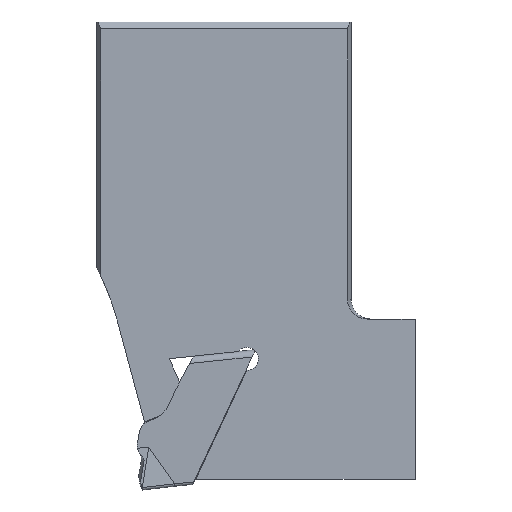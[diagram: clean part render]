
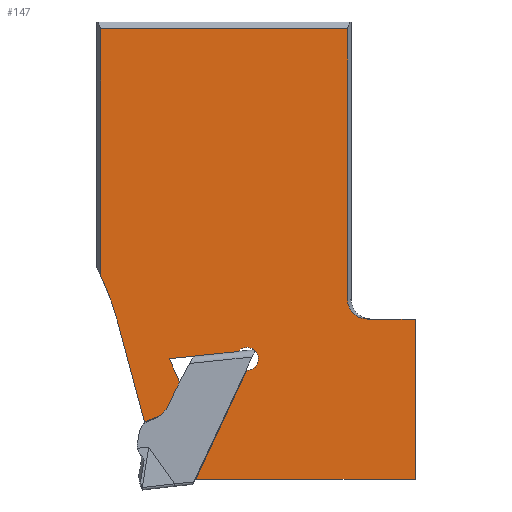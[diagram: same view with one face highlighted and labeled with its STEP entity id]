
A CAD part, left-side view. The second image highlights one B-rep face of the part: STEP entity #147.
In plain terms, the highlighted planar face has unit normal (-1, 0, 0).
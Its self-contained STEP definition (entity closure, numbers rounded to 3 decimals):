
#88=ELLIPSE('',#1634,1.449,1.4);
#122=CIRCLE('',#1631,20.);
#123=CIRCLE('',#1632,1.752);
#124=CIRCLE('',#1633,0.83);
#147=ADVANCED_FACE('',(#283),#231,.F.);
#231=PLANE('',#1635);
#283=FACE_OUTER_BOUND('',#367,.T.);
#367=EDGE_LOOP('',(#454,#455,#456,#457,#458,#459,#460,#461,#462,#463,#464,
#465,#466,#467,#468,#469,#470,#471));
#454=ORIENTED_EDGE('',*,*,#1058,.T.);
#455=ORIENTED_EDGE('',*,*,#1059,.T.);
#456=ORIENTED_EDGE('',*,*,#1060,.T.);
#457=ORIENTED_EDGE('',*,*,#1061,.T.);
#458=ORIENTED_EDGE('',*,*,#1062,.T.);
#459=ORIENTED_EDGE('',*,*,#1063,.T.);
#460=ORIENTED_EDGE('',*,*,#1064,.T.);
#461=ORIENTED_EDGE('',*,*,#1065,.T.);
#462=ORIENTED_EDGE('',*,*,#1066,.T.);
#463=ORIENTED_EDGE('',*,*,#1067,.T.);
#464=ORIENTED_EDGE('',*,*,#1068,.T.);
#465=ORIENTED_EDGE('',*,*,#1069,.T.);
#466=ORIENTED_EDGE('',*,*,#1070,.T.);
#467=ORIENTED_EDGE('',*,*,#1071,.T.);
#468=ORIENTED_EDGE('',*,*,#1054,.T.);
#469=ORIENTED_EDGE('',*,*,#1072,.T.);
#470=ORIENTED_EDGE('',*,*,#1073,.T.);
#471=ORIENTED_EDGE('',*,*,#1074,.T.);
#906=VERTEX_POINT('',#2221);
#907=VERTEX_POINT('',#2222);
#910=VERTEX_POINT('',#2230);
#911=VERTEX_POINT('',#2231);
#912=VERTEX_POINT('',#2233);
#913=VERTEX_POINT('',#2235);
#914=VERTEX_POINT('',#2237);
#915=VERTEX_POINT('',#2239);
#916=VERTEX_POINT('',#2241);
#917=VERTEX_POINT('',#2243);
#918=VERTEX_POINT('',#2245);
#919=VERTEX_POINT('',#2247);
#920=VERTEX_POINT('',#2249);
#921=VERTEX_POINT('',#2251);
#922=VERTEX_POINT('',#2253);
#923=VERTEX_POINT('',#2255);
#924=VERTEX_POINT('',#2258);
#925=VERTEX_POINT('',#2260);
#1054=EDGE_CURVE('',#906,#907,#1282,.T.);
#1058=EDGE_CURVE('',#910,#911,#1286,.T.);
#1059=EDGE_CURVE('',#911,#912,#1287,.T.);
#1060=EDGE_CURVE('',#912,#913,#1288,.T.);
#1061=EDGE_CURVE('',#913,#914,#122,.T.);
#1062=EDGE_CURVE('',#914,#915,#1289,.T.);
#1063=EDGE_CURVE('',#915,#916,#1290,.T.);
#1064=EDGE_CURVE('',#916,#917,#123,.T.);
#1065=EDGE_CURVE('',#917,#918,#1291,.T.);
#1066=EDGE_CURVE('',#918,#919,#1292,.T.);
#1067=EDGE_CURVE('',#919,#920,#1293,.T.);
#1068=EDGE_CURVE('',#920,#921,#124,.T.);
#1069=EDGE_CURVE('',#921,#922,#1294,.T.);
#1070=EDGE_CURVE('',#922,#923,#1295,.T.);
#1071=EDGE_CURVE('',#923,#906,#1296,.T.);
#1072=EDGE_CURVE('',#907,#924,#1297,.T.);
#1073=EDGE_CURVE('',#924,#925,#1298,.T.);
#1074=EDGE_CURVE('',#925,#910,#88,.T.);
#1282=LINE('',#2220,#1443);
#1286=LINE('',#2229,#1447);
#1287=LINE('',#2232,#1448);
#1288=LINE('',#2234,#1449);
#1289=LINE('',#2238,#1450);
#1290=LINE('',#2240,#1451);
#1291=LINE('',#2244,#1452);
#1292=LINE('',#2246,#1453);
#1293=LINE('',#2248,#1454);
#1294=LINE('',#2252,#1455);
#1295=LINE('',#2254,#1456);
#1296=LINE('',#2256,#1457);
#1297=LINE('',#2257,#1458);
#1298=LINE('',#2259,#1459);
#1443=VECTOR('',#1777,1.);
#1447=VECTOR('',#1783,1.);
#1448=VECTOR('',#1784,1.);
#1449=VECTOR('',#1785,1.);
#1450=VECTOR('',#1788,1.);
#1451=VECTOR('',#1789,1.);
#1452=VECTOR('',#1792,1.);
#1453=VECTOR('',#1793,1.);
#1454=VECTOR('',#1794,1.);
#1455=VECTOR('',#1797,1.);
#1456=VECTOR('',#1798,1.);
#1457=VECTOR('',#1799,1.);
#1458=VECTOR('',#1800,1.);
#1459=VECTOR('',#1801,1.);
#1631=AXIS2_PLACEMENT_3D('',#2236,#1786,#1787);
#1632=AXIS2_PLACEMENT_3D('',#2242,#1790,#1791);
#1633=AXIS2_PLACEMENT_3D('',#2250,#1795,#1796);
#1634=AXIS2_PLACEMENT_3D('',#2261,#1802,#1803);
#1635=AXIS2_PLACEMENT_3D('',#2262,#1804,#1805);
#1777=DIRECTION('',(0.,-1.,0.));
#1783=DIRECTION('',(0.,0.,1.));
#1784=DIRECTION('',(0.,1.,0.));
#1785=DIRECTION('',(0.,0.,-1.));
#1786=DIRECTION('',(1.,0.,0.));
#1787=DIRECTION('',(0.,0.,1.));
#1788=DIRECTION('',(0.,-0.259,-0.966));
#1789=DIRECTION('',(0.,-0.934,0.358));
#1790=DIRECTION('',(-1.,0.,0.));
#1791=DIRECTION('',(0.,1.,0.));
#1792=DIRECTION('',(0.,-0.407,0.914));
#1793=DIRECTION('',(0.,0.407,0.914));
#1794=DIRECTION('',(0.,-0.995,0.105));
#1795=DIRECTION('',(1.,0.,0.));
#1796=DIRECTION('',(0.,0.,-1.));
#1797=DIRECTION('',(0.,0.995,-0.105));
#1798=DIRECTION('',(0.,0.423,-0.906));
#1799=DIRECTION('',(0.,-0.707,-0.707));
#1800=DIRECTION('',(0.,0.,1.));
#1801=DIRECTION('',(0.,1.,0.));
#1802=DIRECTION('',(1.,0.,0.));
#1803=DIRECTION('',(0.,-1.,0.));
#1804=DIRECTION('',(1.,0.,0.));
#1805=DIRECTION('',(0.,1.,0.));
#2220=CARTESIAN_POINT('',(0.,18.682,-11.6));
#2221=CARTESIAN_POINT('',(0.,11.458,-11.6));
#2222=CARTESIAN_POINT('',(0.,-4.36,-11.6));
#2229=CARTESIAN_POINT('',(0.,0.536,21.5));
#2230=CARTESIAN_POINT('',(0.,0.536,1.4));
#2231=CARTESIAN_POINT('',(0.,0.536,21.));
#2232=CARTESIAN_POINT('',(0.,-4.36,21.));
#2233=CARTESIAN_POINT('',(0.,18.414,21.));
#2234=CARTESIAN_POINT('',(0.,18.414,21.5));
#2235=CARTESIAN_POINT('',(0.,18.414,3.164));
#2236=CARTESIAN_POINT('',(0.,36.488,-5.4));
#2237=CARTESIAN_POINT('',(0.,17.169,-0.224));
#2238=CARTESIAN_POINT('',(0.,17.169,-0.224));
#2239=CARTESIAN_POINT('',(0.,15.236,-7.437));
#2240=CARTESIAN_POINT('',(0.,-11.525,2.836));
#2241=CARTESIAN_POINT('',(0.,14.346,-7.095));
#2242=CARTESIAN_POINT('',(0.,14.974,-5.46));
#2243=CARTESIAN_POINT('',(0.,13.374,-6.172));
#2244=CARTESIAN_POINT('',(0.,0.158,23.511));
#2245=CARTESIAN_POINT('',(0.,12.67,-4.592));
#2246=CARTESIAN_POINT('',(0.,12.55,-4.86));
#2247=CARTESIAN_POINT('',(0.,13.436,-2.87));
#2248=CARTESIAN_POINT('',(0.,9.594,-2.466));
#2249=CARTESIAN_POINT('',(0.,8.45,-2.346));
#2250=CARTESIAN_POINT('',(0.,7.817,-2.883));
#2251=CARTESIAN_POINT('',(0.,7.73,-3.708));
#2252=CARTESIAN_POINT('',(0.,7.73,-3.708));
#2253=CARTESIAN_POINT('',(0.,7.835,-3.719));
#2254=CARTESIAN_POINT('',(0.,-4.003,21.667));
#2255=CARTESIAN_POINT('',(0.,11.493,-11.564));
#2256=CARTESIAN_POINT('',(0.,11.658,-11.4));
#2257=CARTESIAN_POINT('',(0.,-4.36,-11.6));
#2258=CARTESIAN_POINT('',(0.,-4.36,0.));
#2259=CARTESIAN_POINT('',(0.,-4.36,0.));
#2260=CARTESIAN_POINT('',(0.,-0.913,0.));
#2261=CARTESIAN_POINT('',(0.,-0.913,1.4));
#2262=CARTESIAN_POINT('',(0.,-4.36,21.5));
